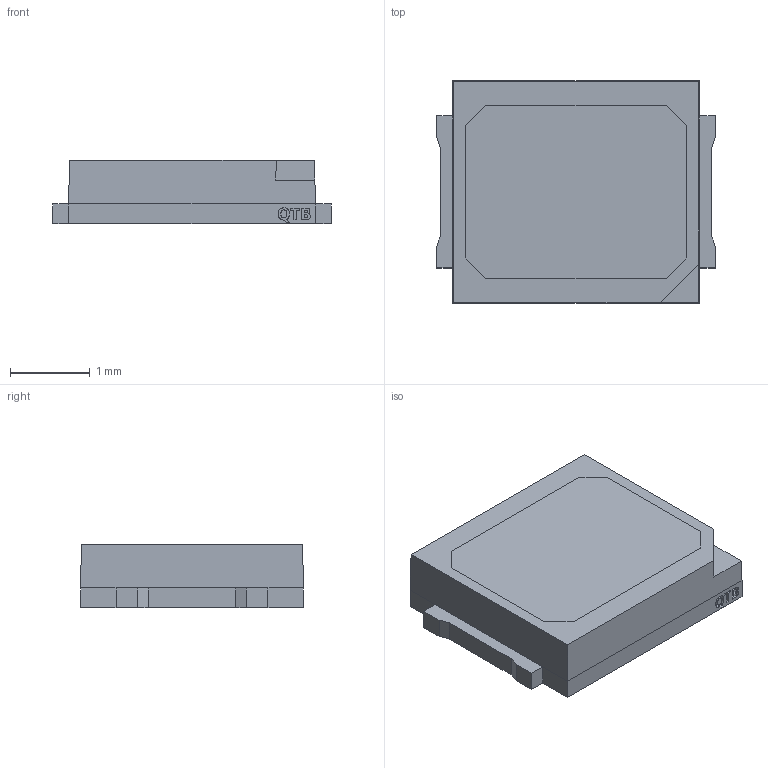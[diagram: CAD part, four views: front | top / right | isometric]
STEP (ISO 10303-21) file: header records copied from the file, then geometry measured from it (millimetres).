
FILE_DESCRIPTION(/* description */ (''),/* implementation_level */ '2;1');
FILE_NAME(/* name */ '5fab08eb9c0bd21096c7b921',/* time_stamp */ '2020-11-10T21:41:00+00:00',/* author */ (''),/* organization */ (''),/* preprocessor_version */ 'ST-DEVELOPER v16.7',/* originating_system */ $,/* authorisation */ $);
FILE_SCHEMA (('AUTOMOTIVE_DESIGN {1 0 10303 214 3 1 1}'));
Length unit declared in the file: metre
Products named in the file (5): QBHP686; Part 2; Part 4; Part 3; Part 1
Assembly tree (4 placements, depth 2):
  QBHP686
    Part 2
    Part 4
    Part 3
    Part 1
Bounding box: 3.5 x 2.8 x 0.8 mm (x, y, z)
Volume: 7 mm3; surface area: 54.8 mm2
Topology: 4 solids, 4 shells, 174 faces, 473 edges, 310 vertices
Faces by surface type: plane 109, cylinder 36, bspline 29
Entity records: 5690 total; most frequent: CARTESIAN_POINT 1281, ORIENTED_EDGE 946, DIRECTION 795, EDGE_CURVE 473, LINE 335, VECTOR 335, VERTEX_POINT 310, AXIS2_PLACEMENT_3D 230
